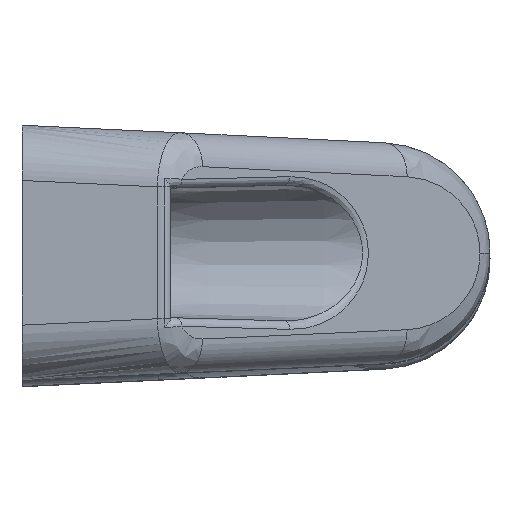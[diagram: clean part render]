
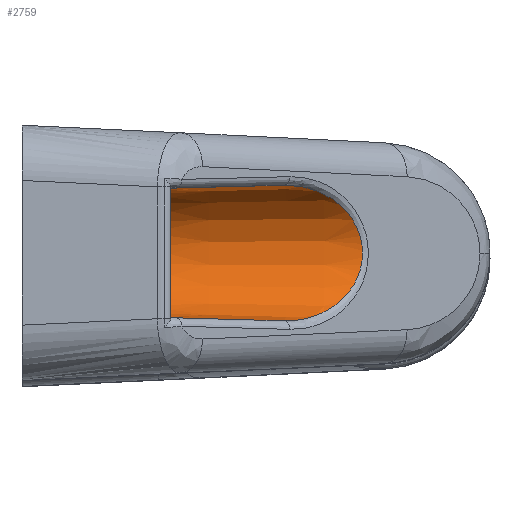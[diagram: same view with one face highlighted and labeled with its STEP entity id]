
A CAD part, top view. The second image highlights one B-rep face of the part: STEP entity #2759.
In plain terms, the highlighted conical face has half-angle 1.5 degrees and reference radius 7.621 mm.
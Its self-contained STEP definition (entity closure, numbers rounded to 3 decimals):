
#23 = CARTESIAN_POINT ( 'NONE',  ( -11.194, 7.969, 100. ) ) ;
#78 = CARTESIAN_POINT ( 'NONE',  ( -24.5, 0.669, 92.379 ) ) ;
#88 = CARTESIAN_POINT ( 'NONE',  ( -11.194, -7.969, 100. ) ) ;
#129 = CARTESIAN_POINT ( 'NONE',  ( -15.629, -7.853, 100. ) ) ;
#131 = ORIENTED_EDGE ( 'NONE', *, *, #2004, .T. ) ;
#141 = EDGE_CURVE ( 'NONE', #2720, #2265, #2109, .T. ) ;
#154 = CARTESIAN_POINT ( 'NONE',  ( -11.194, 7.969, 100. ) ) ;
#190 = CARTESIAN_POINT ( 'NONE',  ( -24.5, -3.811, 93.4 ) ) ;
#292 = CARTESIAN_POINT ( 'NONE',  ( -3.153, 4.088, 92.836 ) ) ;
#313 = CARTESIAN_POINT ( 'NONE',  ( -24.5, -3.811, 93.4 ) ) ;
#322 = CARTESIAN_POINT ( 'NONE',  ( -24.5, -7.621, 100. ) ) ;
#351 = CARTESIAN_POINT ( 'NONE',  ( -24.5, -0.669, 92.379 ) ) ;
#392 = EDGE_CURVE ( 'NONE', #712, #2720, #772, .T. ) ;
#415 = CARTESIAN_POINT ( 'NONE',  ( -24.5, 7.621, 100. ) ) ;
#438 = CARTESIAN_POINT ( 'NONE',  ( -24.5, 6.265, 95.61 ) ) ;
#546 = CARTESIAN_POINT ( 'NONE',  ( -24.5, -5.862, 95.084 ) ) ;
#573 = CARTESIAN_POINT ( 'NONE',  ( -11.194, -7.969, 100. ) ) ;
#584 = VERTEX_POINT ( 'NONE', #1316 ) ;
#624 = CARTESIAN_POINT ( 'NONE',  ( -24.5, 3.231, 93.066 ) ) ;
#712 = VERTEX_POINT ( 'NONE', #322 ) ;
#759 = ORIENTED_EDGE ( 'NONE', *, *, #2467, .F. ) ;
#772 = B_SPLINE_CURVE_WITH_KNOTS ( 'NONE', 3,
 ( #3382, #3096, #1438, #1716, #1141, #2219, #546, #1980, #1127, #313 ),
 .UNSPECIFIED., .F., .F.,
 ( 4, 2, 2, 2, 4 ),
 ( 0., 0.25, 0.5, 0.75, 1. ),
 .UNSPECIFIED. ) ;
#816 = CARTESIAN_POINT ( 'NONE',  ( -1.983, -1.064, 91.789 ) ) ;
#843 = CARTESIAN_POINT ( 'NONE',  ( -6.575, -7.049, 95.89 ) ) ;
#853 = B_SPLINE_CURVE_WITH_KNOTS ( 'NONE', 3,
 ( #3497, #1262, #1288, #1799, #438, #2080, #3205, #1819, #3177, #415 ),
 .UNSPECIFIED., .F., .F.,
 ( 4, 2, 2, 2, 4 ),
 ( 0., 0.25, 0.5, 0.75, 1. ),
 .UNSPECIFIED. ) ;
#868 = CARTESIAN_POINT ( 'NONE',  ( -2.225, 2.128, 92.005 ) ) ;
#877 = B_SPLINE_CURVE_WITH_KNOTS ( 'NONE', 3,
 ( #23, #942, #2883, #3227 ),
 .UNSPECIFIED., .F., .F.,
 ( 4, 4 ),
 ( 0., 1. ),
 .UNSPECIFIED. ) ;
#883 = FACE_OUTER_BOUND ( 'NONE', #2632, .T. ) ;
#911 = VERTEX_POINT ( 'NONE', #154 ) ;
#927 = CARTESIAN_POINT ( 'NONE',  ( -24.5, -3.231, 93.065 ) ) ;
#942 = CARTESIAN_POINT ( 'NONE',  ( -15.629, 7.853, 100. ) ) ;
#1011 = CARTESIAN_POINT ( 'NONE',  ( -11.194, -7.969, 100. ) ) ;
#1108 = B_SPLINE_CURVE_WITH_KNOTS ( 'NONE', 3,
 ( #1011, #129, #1832, #2942 ),
 .UNSPECIFIED., .F., .F.,
 ( 4, 4 ),
 ( 0., 1. ),
 .UNSPECIFIED. ) ;
#1126 = CARTESIAN_POINT ( 'NONE',  ( -8.8, 7.817, 97.871 ) ) ;
#1127 = CARTESIAN_POINT ( 'NONE',  ( -24.5, -4.39, 93.734 ) ) ;
#1141 = CARTESIAN_POINT ( 'NONE',  ( -24.5, -6.935, 96.769 ) ) ;
#1144 = CARTESIAN_POINT ( 'NONE',  ( -24.5, 3.811, 93.4 ) ) ;
#1159 = CARTESIAN_POINT ( 'NONE',  ( -24.5, -3.811, 93.4 ) ) ;
#1183 = CARTESIAN_POINT ( 'NONE',  ( -24.5, 3.811, 93.4 ) ) ;
#1193 = DIRECTION ( 'NONE',  ( 0., -1., 0. ) ) ;
#1199 = ORIENTED_EDGE ( 'NONE', *, *, #141, .F. ) ;
#1204 = CARTESIAN_POINT ( 'NONE',  ( -24.5, 1.326, 92.465 ) ) ;
#1262 = CARTESIAN_POINT ( 'NONE',  ( -24.5, 4.39, 93.735 ) ) ;
#1288 = CARTESIAN_POINT ( 'NONE',  ( -24.5, 4.916, 94.138 ) ) ;
#1316 = CARTESIAN_POINT ( 'NONE',  ( -24.5, 7.621, 100. ) ) ;
#1375 = CARTESIAN_POINT ( 'NONE',  ( -5.551, -6.464, 94.977 ) ) ;
#1438 = CARTESIAN_POINT ( 'NONE',  ( -24.5, -7.535, 98.674 ) ) ;
#1471 = ORIENTED_EDGE ( 'NONE', *, *, #392, .F. ) ;
#1634 = VERTEX_POINT ( 'NONE', #88 ) ;
#1665 = CARTESIAN_POINT ( 'NONE',  ( -3.153, -4.088, 92.836 ) ) ;
#1716 = CARTESIAN_POINT ( 'NONE',  ( -24.5, -7.188, 97.381 ) ) ;
#1728 = CARTESIAN_POINT ( 'NONE',  ( -24.5, -2.619, 92.812 ) ) ;
#1799 = CARTESIAN_POINT ( 'NONE',  ( -24.5, 5.862, 95.084 ) ) ;
#1819 = CARTESIAN_POINT ( 'NONE',  ( -24.5, 7.534, 98.674 ) ) ;
#1832 = CARTESIAN_POINT ( 'NONE',  ( -20.065, -7.737, 100. ) ) ;
#1918 = CARTESIAN_POINT ( 'NONE',  ( -1.983, 1.064, 91.789 ) ) ;
#1976 = ORIENTED_EDGE ( 'NONE', *, *, #2661, .F. ) ;
#1980 = CARTESIAN_POINT ( 'NONE',  ( -24.5, -4.916, 94.138 ) ) ;
#1985 = CARTESIAN_POINT ( 'NONE',  ( -24.5, 0., 100. ) ) ;
#2004 = EDGE_CURVE ( 'NONE', #911, #584, #877, .T. ) ;
#2080 = CARTESIAN_POINT ( 'NONE',  ( -24.5, 6.935, 96.769 ) ) ;
#2109 = B_SPLINE_CURVE_WITH_KNOTS ( 'NONE', 3,
 ( #1159, #927, #1728, #2829, #351, #78, #1204, #2838, #624, #1183 ),
 .UNSPECIFIED., .F., .F.,
 ( 4, 2, 2, 2, 4 ),
 ( 0., 0.25, 0.5, 0.75, 1. ),
 .UNSPECIFIED. ) ;
#2195 = CARTESIAN_POINT ( 'NONE',  ( -3.84, -4.984, 93.449 ) ) ;
#2218 = CARTESIAN_POINT ( 'NONE',  ( -9.999, 8.001, 98.939 ) ) ;
#2219 = CARTESIAN_POINT ( 'NONE',  ( -24.5, -6.265, 95.61 ) ) ;
#2231 = CARTESIAN_POINT ( 'NONE',  ( -2.225, -2.128, 92.005 ) ) ;
#2265 = VERTEX_POINT ( 'NONE', #1144 ) ;
#2467 = EDGE_CURVE ( 'NONE', #911, #1634, #3599, .T. ) ;
#2468 = CARTESIAN_POINT ( 'NONE',  ( -6.575, 7.049, 95.89 ) ) ;
#2525 = CARTESIAN_POINT ( 'NONE',  ( -5.551, 6.464, 94.977 ) ) ;
#2573 = DIRECTION ( 'NONE',  ( 1., 0., 0. ) ) ;
#2632 = EDGE_LOOP ( 'NONE', ( #759, #131, #3201, #1199, #1471, #1976 ) ) ;
#2661 = EDGE_CURVE ( 'NONE', #1634, #712, #1108, .T. ) ;
#2680 = EDGE_CURVE ( 'NONE', #2265, #584, #853, .T. ) ;
#2720 = VERTEX_POINT ( 'NONE', #190 ) ;
#2759 = ADVANCED_FACE ( 'NONE', ( #883 ), #3482, .F. ) ;
#2804 = CARTESIAN_POINT ( 'NONE',  ( -11.194, 7.969, 100. ) ) ;
#2829 = CARTESIAN_POINT ( 'NONE',  ( -24.5, -1.326, 92.466 ) ) ;
#2838 = CARTESIAN_POINT ( 'NONE',  ( -24.5, 2.619, 92.812 ) ) ;
#2883 = CARTESIAN_POINT ( 'NONE',  ( -20.065, 7.737, 100. ) ) ;
#2942 = CARTESIAN_POINT ( 'NONE',  ( -24.5, -7.621, 100. ) ) ;
#3042 = CARTESIAN_POINT ( 'NONE',  ( -9.999, -8.001, 98.939 ) ) ;
#3096 = CARTESIAN_POINT ( 'NONE',  ( -24.5, -7.621, 99.331 ) ) ;
#3177 = CARTESIAN_POINT ( 'NONE',  ( -24.5, 7.621, 99.331 ) ) ;
#3201 = ORIENTED_EDGE ( 'NONE', *, *, #2680, .F. ) ;
#3205 = CARTESIAN_POINT ( 'NONE',  ( -24.5, 7.188, 97.381 ) ) ;
#3227 = CARTESIAN_POINT ( 'NONE',  ( -24.5, 7.621, 100. ) ) ;
#3313 = CARTESIAN_POINT ( 'NONE',  ( -8.8, -7.817, 97.871 ) ) ;
#3322 = AXIS2_PLACEMENT_3D ( 'NONE', #1985, #2573, #1193 ) ;
#3343 = CARTESIAN_POINT ( 'NONE',  ( -3.84, 4.984, 93.449 ) ) ;
#3382 = CARTESIAN_POINT ( 'NONE',  ( -24.5, -7.621, 100. ) ) ;
#3482 = CONICAL_SURFACE ( 'NONE', #3322, 7.621, 0.026 ) ;
#3497 = CARTESIAN_POINT ( 'NONE',  ( -24.5, 3.811, 93.4 ) ) ;
#3599 = B_SPLINE_CURVE_WITH_KNOTS ( 'NONE', 3,
 ( #2804, #2218, #1126, #2468, #2525, #3343, #292, #868, #1918, #816, #2231, #1665, #2195, #1375, #843, #3313, #3042, #573 ),
 .UNSPECIFIED., .F., .F.,
 ( 4, 2, 2, 2, 2, 2, 2, 2, 4 ),
 ( 0., 0.125, 0.25, 0.375, 0.5, 0.625, 0.75, 0.875, 1. ),
 .UNSPECIFIED. ) ;
